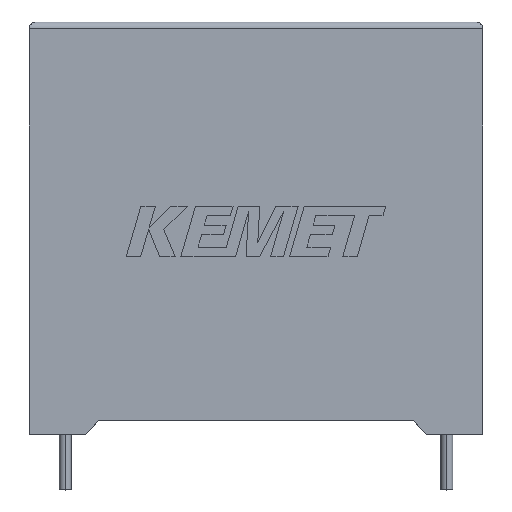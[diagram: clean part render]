
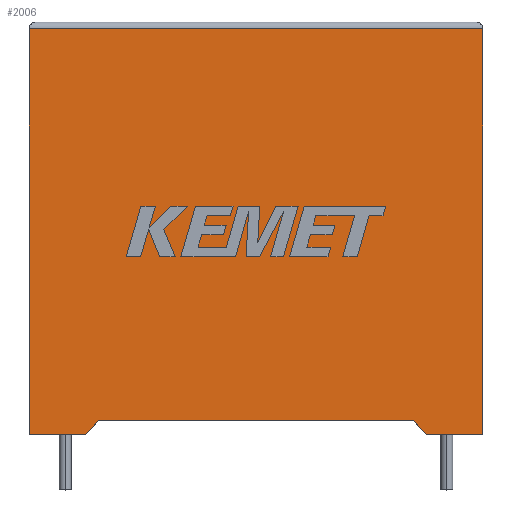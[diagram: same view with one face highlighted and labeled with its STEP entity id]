
A CAD part, top view. The second image highlights one B-rep face of the part: STEP entity #2006.
In plain terms, the highlighted planar face has unit normal (0, 0, 1).
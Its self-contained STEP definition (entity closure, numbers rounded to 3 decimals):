
#9 = EDGE_CURVE ( 'NONE', #2174, #1012, #2444, .T. ) ;
#158 = ORIENTED_EDGE ( 'NONE', *, *, #2530, .T. ) ;
#180 = DIRECTION ( 'NONE',  ( 0., 1., 0. ) ) ;
#269 = EDGE_LOOP ( 'NONE', ( #2604, #343, #1543, #1081, #1678, #1875, #1001, #158 ) ) ;
#328 = CARTESIAN_POINT ( 'NONE',  ( 0., 0., 19.7 ) ) ;
#343 = ORIENTED_EDGE ( 'NONE', *, *, #558, .T. ) ;
#390 = CARTESIAN_POINT ( 'NONE',  ( 0., 0., 19.7 ) ) ;
#394 = VECTOR ( 'NONE', #504, 1000. ) ;
#413 = CARTESIAN_POINT ( 'NONE',  ( 32.7, 0., 19.7 ) ) ;
#424 = DIRECTION ( 'NONE',  ( -1., 0., 0. ) ) ;
#427 = VERTEX_POINT ( 'NONE', #1839 ) ;
#455 = CARTESIAN_POINT ( 'NONE',  ( 0., 0., 19.7 ) ) ;
#504 = DIRECTION ( 'NONE',  ( 0.663, -0.748, 0. ) ) ;
#558 = EDGE_CURVE ( 'NONE', #699, #1737, #2194, .T. ) ;
#559 = VECTOR ( 'NONE', #2898, 1000. ) ;
#582 = DIRECTION ( 'NONE',  ( 0., -1., 0. ) ) ;
#699 = VERTEX_POINT ( 'NONE', #2285 ) ;
#751 = EDGE_CURVE ( 'NONE', #2174, #920, #2974, .T. ) ;
#794 = EDGE_CURVE ( 'NONE', #1572, #427, #1182, .T. ) ;
#823 = VECTOR ( 'NONE', #180, 1000. ) ;
#836 = CARTESIAN_POINT ( 'NONE',  ( 27.692, 1.024, 19.7 ) ) ;
#847 = LINE ( 'NONE', #2890, #559 ) ;
#920 = VERTEX_POINT ( 'NONE', #2272 ) ;
#921 = CARTESIAN_POINT ( 'NONE',  ( 0., 0., 19.7 ) ) ;
#946 = DIRECTION ( 'NONE',  ( 1., 0., 0. ) ) ;
#976 = CARTESIAN_POINT ( 'NONE',  ( 32.7, 0., 19.7 ) ) ;
#1001 = ORIENTED_EDGE ( 'NONE', *, *, #9, .T. ) ;
#1012 = VERTEX_POINT ( 'NONE', #2786 ) ;
#1073 = VECTOR ( 'NONE', #2040, 1000. ) ;
#1081 = ORIENTED_EDGE ( 'NONE', *, *, #794, .T. ) ;
#1117 = DIRECTION ( 'NONE',  ( -1., 0., 0. ) ) ;
#1182 = LINE ( 'NONE', #390, #1445 ) ;
#1188 = VECTOR ( 'NONE', #582, 1000. ) ;
#1369 = EDGE_CURVE ( 'NONE', #1481, #699, #1462, .T. ) ;
#1445 = VECTOR ( 'NONE', #946, 1000. ) ;
#1462 = LINE ( 'NONE', #413, #823 ) ;
#1465 = AXIS2_PLACEMENT_3D ( 'NONE', #921, #2334, #1117 ) ;
#1481 = VERTEX_POINT ( 'NONE', #976 ) ;
#1543 = ORIENTED_EDGE ( 'NONE', *, *, #1750, .T. ) ;
#1572 = VERTEX_POINT ( 'NONE', #455 ) ;
#1678 = ORIENTED_EDGE ( 'NONE', *, *, #1826, .F. ) ;
#1737 = VERTEX_POINT ( 'NONE', #3019 ) ;
#1750 = EDGE_CURVE ( 'NONE', #1737, #1572, #2726, .T. ) ;
#1826 = EDGE_CURVE ( 'NONE', #920, #427, #2254, .T. ) ;
#1839 = CARTESIAN_POINT ( 'NONE',  ( 4.1, 0., 19.7 ) ) ;
#1875 = ORIENTED_EDGE ( 'NONE', *, *, #751, .F. ) ;
#2006 = ADVANCED_FACE ( 'NONE', ( #2783 ), #2534, .F. ) ;
#2040 = DIRECTION ( 'NONE',  ( -0.663, -0.748, 0. ) ) ;
#2174 = VERTEX_POINT ( 'NONE', #836 ) ;
#2194 = LINE ( 'NONE', #2537, #2276 ) ;
#2254 = LINE ( 'NONE', #2711, #1073 ) ;
#2272 = CARTESIAN_POINT ( 'NONE',  ( 5.008, 1.024, 19.7 ) ) ;
#2276 = VECTOR ( 'NONE', #424, 1000. ) ;
#2285 = CARTESIAN_POINT ( 'NONE',  ( 32.7, 29.2, 19.7 ) ) ;
#2334 = DIRECTION ( 'NONE',  ( 0., 0., -1. ) ) ;
#2444 = LINE ( 'NONE', #2844, #394 ) ;
#2484 = VECTOR ( 'NONE', #2755, 1000. ) ;
#2530 = EDGE_CURVE ( 'NONE', #1012, #1481, #847, .T. ) ;
#2534 = PLANE ( 'NONE',  #1465 ) ;
#2537 = CARTESIAN_POINT ( 'NONE',  ( 0., 29.2, 19.7 ) ) ;
#2543 = CARTESIAN_POINT ( 'NONE',  ( 16.35, 1.024, 19.7 ) ) ;
#2604 = ORIENTED_EDGE ( 'NONE', *, *, #1369, .T. ) ;
#2711 = CARTESIAN_POINT ( 'NONE',  ( 4.1, 0., 19.7 ) ) ;
#2726 = LINE ( 'NONE', #328, #1188 ) ;
#2755 = DIRECTION ( 'NONE',  ( -1., 0., 0. ) ) ;
#2783 = FACE_OUTER_BOUND ( 'NONE', #269, .T. ) ;
#2786 = CARTESIAN_POINT ( 'NONE',  ( 28.6, 0., 19.7 ) ) ;
#2844 = CARTESIAN_POINT ( 'NONE',  ( 28.6, 0., 19.7 ) ) ;
#2890 = CARTESIAN_POINT ( 'NONE',  ( 0., 0., 19.7 ) ) ;
#2898 = DIRECTION ( 'NONE',  ( 1., 0., 0. ) ) ;
#2974 = LINE ( 'NONE', #2543, #2484 ) ;
#3019 = CARTESIAN_POINT ( 'NONE',  ( 0., 29.2, 19.7 ) ) ;
